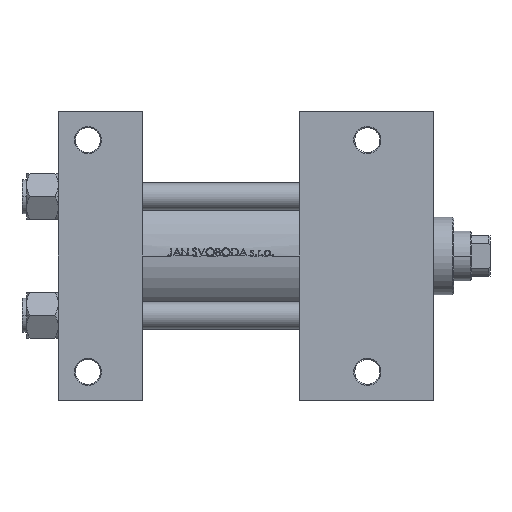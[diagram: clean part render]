
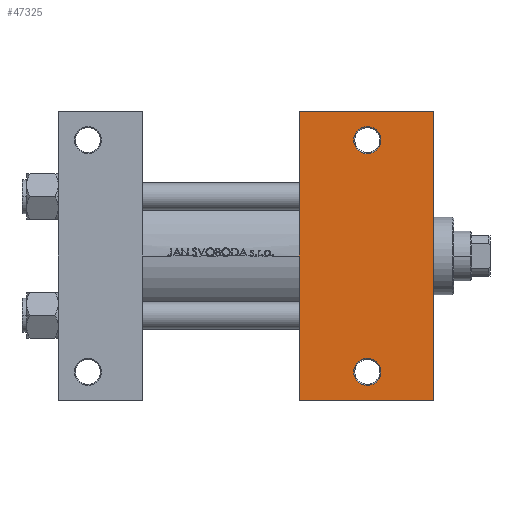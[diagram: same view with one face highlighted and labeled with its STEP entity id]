
A CAD part, front view. The second image highlights one B-rep face of the part: STEP entity #47325.
In plain terms, the highlighted face is planar.
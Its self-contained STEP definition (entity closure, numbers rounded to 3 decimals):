
#43 = DIRECTION ( 'NONE',  ( 0., 0., -1. ) ) ;
#470 = AXIS2_PLACEMENT_3D ( 'NONE', #46574, #32084, #43310 ) ;
#734 = CIRCLE ( 'NONE', #19006, 6. ) ;
#1298 = EDGE_CURVE ( 'NONE', #43447, #31510, #30094, .T. ) ;
#1330 = VERTEX_POINT ( 'NONE', #37345 ) ;
#1766 = DIRECTION ( 'NONE',  ( 0., 0., 1. ) ) ;
#2151 = LINE ( 'NONE', #32513, #41826 ) ;
#2737 = CARTESIAN_POINT ( 'NONE',  ( 136., 51., -37.5 ) ) ;
#2822 = CARTESIAN_POINT ( 'NONE',  ( 106., 63.5, -37.5 ) ) ;
#3242 = ORIENTED_EDGE ( 'NONE', *, *, #45575, .T. ) ;
#5394 = DIRECTION ( 'NONE',  ( 0., -1., 0. ) ) ;
#5948 = AXIS2_PLACEMENT_3D ( 'NONE', #44137, #32915, #47143 ) ;
#7610 = ORIENTED_EDGE ( 'NONE', *, *, #8841, .T. ) ;
#8781 = EDGE_LOOP ( 'NONE', ( #32623, #48968, #11517, #26568 ) ) ;
#8841 = EDGE_CURVE ( 'NONE', #44410, #32631, #47307, .T. ) ;
#10121 = EDGE_LOOP ( 'NONE', ( #7610, #3242 ) ) ;
#10742 = CARTESIAN_POINT ( 'NONE',  ( 165., 37.5, -37.5 ) ) ;
#10872 = EDGE_CURVE ( 'NONE', #1330, #19579, #2151, .T. ) ;
#11181 = CARTESIAN_POINT ( 'NONE',  ( 106., -63.5, -37.5 ) ) ;
#11226 = DIRECTION ( 'NONE',  ( -1., 0., 0. ) ) ;
#11470 = FACE_OUTER_BOUND ( 'NONE', #8781, .T. ) ;
#11517 = ORIENTED_EDGE ( 'NONE', *, *, #10872, .T. ) ;
#13761 = DIRECTION ( 'NONE',  ( -1., 0., 0. ) ) ;
#13769 = CARTESIAN_POINT ( 'NONE',  ( 130., -51., -37.5 ) ) ;
#14502 = DIRECTION ( 'NONE',  ( 1., 0., 0. ) ) ;
#14796 = AXIS2_PLACEMENT_3D ( 'NONE', #10742, #43, #11226 ) ;
#15396 = VERTEX_POINT ( 'NONE', #28015 ) ;
#15538 = DIRECTION ( 'NONE',  ( 0., 0., 1. ) ) ;
#17250 = LINE ( 'NONE', #17494, #41351 ) ;
#17494 = CARTESIAN_POINT ( 'NONE',  ( 106., -63.5, -37.5 ) ) ;
#17844 = EDGE_CURVE ( 'NONE', #44838, #15396, #734, .T. ) ;
#18169 = DIRECTION ( 'NONE',  ( 0., -1., 0. ) ) ;
#18241 = CARTESIAN_POINT ( 'NONE',  ( 106., 63.5, -37.5 ) ) ;
#18253 = LINE ( 'NONE', #2822, #41778 ) ;
#18969 = FACE_BOUND ( 'NONE', #10121, .T. ) ;
#19006 = AXIS2_PLACEMENT_3D ( 'NONE', #22526, #15538, #23509 ) ;
#19579 = VERTEX_POINT ( 'NONE', #38353 ) ;
#20403 = CIRCLE ( 'NONE', #33102, 6. ) ;
#21930 = ORIENTED_EDGE ( 'NONE', *, *, #47609, .T. ) ;
#22190 = ORIENTED_EDGE ( 'NONE', *, *, #17844, .T. ) ;
#22526 = CARTESIAN_POINT ( 'NONE',  ( 136., 51., -37.5 ) ) ;
#23509 = DIRECTION ( 'NONE',  ( -1., 0., 0. ) ) ;
#23696 = EDGE_CURVE ( 'NONE', #19579, #31510, #17250, .T. ) ;
#26568 = ORIENTED_EDGE ( 'NONE', *, *, #23696, .T. ) ;
#28015 = CARTESIAN_POINT ( 'NONE',  ( 130., 51., -37.5 ) ) ;
#30094 = LINE ( 'NONE', #33842, #43247 ) ;
#31510 = VERTEX_POINT ( 'NONE', #11181 ) ;
#32084 = DIRECTION ( 'NONE',  ( 0., 0., 1. ) ) ;
#32513 = CARTESIAN_POINT ( 'NONE',  ( 165., 37.5, -37.5 ) ) ;
#32623 = ORIENTED_EDGE ( 'NONE', *, *, #1298, .F. ) ;
#32631 = VERTEX_POINT ( 'NONE', #35772 ) ;
#32915 = DIRECTION ( 'NONE',  ( 0., 0., 1. ) ) ;
#33066 = CIRCLE ( 'NONE', #470, 6. ) ;
#33102 = AXIS2_PLACEMENT_3D ( 'NONE', #2737, #1766, #36102 ) ;
#33842 = CARTESIAN_POINT ( 'NONE',  ( 106., 37.5, -37.5 ) ) ;
#35772 = CARTESIAN_POINT ( 'NONE',  ( 142., -51., -37.5 ) ) ;
#36102 = DIRECTION ( 'NONE',  ( -1., 0., 0. ) ) ;
#37345 = CARTESIAN_POINT ( 'NONE',  ( 165., 63.5, -37.5 ) ) ;
#37486 = CARTESIAN_POINT ( 'NONE',  ( 142., 51., -37.5 ) ) ;
#38353 = CARTESIAN_POINT ( 'NONE',  ( 165., -63.5, -37.5 ) ) ;
#40512 = EDGE_LOOP ( 'NONE', ( #21930, #22190 ) ) ;
#41351 = VECTOR ( 'NONE', #13761, 1000. ) ;
#41381 = FACE_BOUND ( 'NONE', #40512, .T. ) ;
#41778 = VECTOR ( 'NONE', #14502, 1000. ) ;
#41826 = VECTOR ( 'NONE', #5394, 1000. ) ;
#41877 = PLANE ( 'NONE',  #14796 ) ;
#43247 = VECTOR ( 'NONE', #18169, 1000. ) ;
#43310 = DIRECTION ( 'NONE',  ( -1., 0., 0. ) ) ;
#43447 = VERTEX_POINT ( 'NONE', #18241 ) ;
#44137 = CARTESIAN_POINT ( 'NONE',  ( 136., -51., -37.5 ) ) ;
#44395 = EDGE_CURVE ( 'NONE', #43447, #1330, #18253, .T. ) ;
#44410 = VERTEX_POINT ( 'NONE', #13769 ) ;
#44838 = VERTEX_POINT ( 'NONE', #37486 ) ;
#45575 = EDGE_CURVE ( 'NONE', #32631, #44410, #33066, .T. ) ;
#46574 = CARTESIAN_POINT ( 'NONE',  ( 136., -51., -37.5 ) ) ;
#47143 = DIRECTION ( 'NONE',  ( -1., 0., 0. ) ) ;
#47307 = CIRCLE ( 'NONE', #5948, 6. ) ;
#47325 = ADVANCED_FACE ( 'NONE', ( #41381, #18969, #11470 ), #41877, .T. ) ;
#47609 = EDGE_CURVE ( 'NONE', #15396, #44838, #20403, .T. ) ;
#48968 = ORIENTED_EDGE ( 'NONE', *, *, #44395, .T. ) ;
